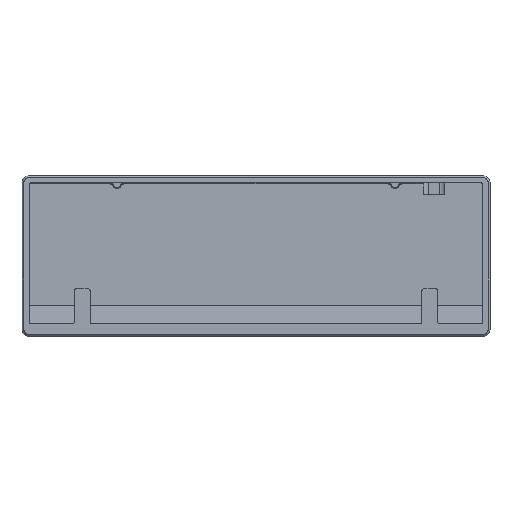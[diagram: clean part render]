
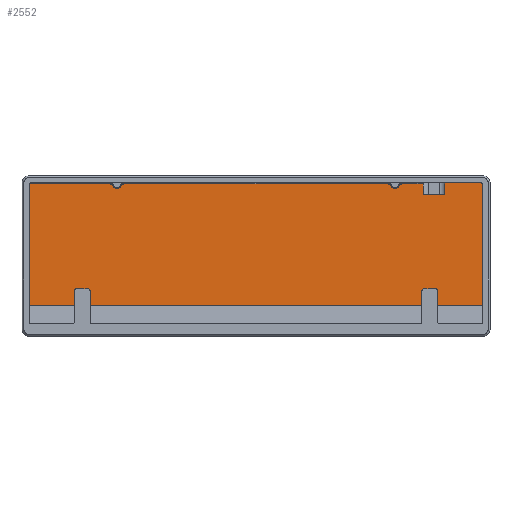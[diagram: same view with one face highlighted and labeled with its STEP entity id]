
A CAD part, top view. The second image highlights one B-rep face of the part: STEP entity #2552.
In plain terms, the highlighted planar face has unit normal (0, 0, 1).
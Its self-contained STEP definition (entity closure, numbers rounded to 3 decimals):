
#94=PLANE('',#2776);
#193=FACE_OUTER_BOUND('',#345,.T.);
#345=EDGE_LOOP('',(#1924,#1925,#1926,#1927,#1928,#1929,#1930,#1931,#1932,
#1933,#1934,#1935,#1936,#1937,#1938,#1939));
#459=LINE('',#3814,#679);
#470=LINE('',#3855,#690);
#476=LINE('',#3877,#696);
#478=LINE('',#3901,#698);
#480=LINE('',#3922,#700);
#481=LINE('',#3925,#701);
#498=LINE('',#4168,#718);
#510=LINE('',#4195,#730);
#529=LINE('',#4248,#749);
#534=LINE('',#4289,#754);
#679=VECTOR('',#2977,10.);
#690=VECTOR('',#3004,10.);
#696=VECTOR('',#3028,10.);
#698=VECTOR('',#3058,10.);
#700=VECTOR('',#3086,10.);
#701=VECTOR('',#3089,10.);
#718=VECTOR('',#3158,10.);
#730=VECTOR('',#3180,10.);
#749=VECTOR('',#3227,10.);
#754=VECTOR('',#3282,10.);
#911=CIRCLE('',#2682,2.05);
#914=CIRCLE('',#2686,2.6);
#917=CIRCLE('',#2690,2.05);
#921=CIRCLE('',#2696,2.05);
#924=CIRCLE('',#2700,2.6);
#927=CIRCLE('',#2704,2.05);
#1044=VERTEX_POINT('',#3804);
#1048=VERTEX_POINT('',#3812);
#1059=VERTEX_POINT('',#3843);
#1060=VERTEX_POINT('',#3854);
#1064=VERTEX_POINT('',#3870);
#1067=VERTEX_POINT('',#3875);
#1068=VERTEX_POINT('',#3879);
#1070=VERTEX_POINT('',#3885);
#1072=VERTEX_POINT('',#3891);
#1074=VERTEX_POINT('',#3897);
#1076=VERTEX_POINT('',#3903);
#1078=VERTEX_POINT('',#3909);
#1080=VERTEX_POINT('',#3915);
#1082=VERTEX_POINT('',#3924);
#1111=VERTEX_POINT('',#4165);
#1112=VERTEX_POINT('',#4167);
#1298=EDGE_CURVE('',#1044,#1048,#459,.T.);
#1313=EDGE_CURVE('',#1060,#1059,#470,.T.);
#1325=EDGE_CURVE('',#1067,#1064,#476,.T.);
#1328=EDGE_CURVE('',#1064,#1068,#911,.T.);
#1331=EDGE_CURVE('',#1068,#1070,#914,.T.);
#1334=EDGE_CURVE('',#1070,#1072,#917,.T.);
#1337=EDGE_CURVE('',#1072,#1074,#478,.T.);
#1340=EDGE_CURVE('',#1074,#1076,#921,.T.);
#1343=EDGE_CURVE('',#1076,#1078,#924,.T.);
#1346=EDGE_CURVE('',#1078,#1080,#927,.T.);
#1348=EDGE_CURVE('',#1080,#1059,#480,.T.);
#1349=EDGE_CURVE('',#1044,#1082,#481,.F.);
#1390=EDGE_CURVE('',#1112,#1111,#498,.F.);
#1404=EDGE_CURVE('',#1067,#1112,#510,.T.);
#1432=EDGE_CURVE('',#1111,#1082,#529,.T.);
#1451=EDGE_CURVE('',#1048,#1060,#534,.T.);
#1924=ORIENTED_EDGE('',*,*,#1298,.T.);
#1925=ORIENTED_EDGE('',*,*,#1451,.T.);
#1926=ORIENTED_EDGE('',*,*,#1313,.T.);
#1927=ORIENTED_EDGE('',*,*,#1348,.F.);
#1928=ORIENTED_EDGE('',*,*,#1346,.F.);
#1929=ORIENTED_EDGE('',*,*,#1343,.F.);
#1930=ORIENTED_EDGE('',*,*,#1340,.F.);
#1931=ORIENTED_EDGE('',*,*,#1337,.F.);
#1932=ORIENTED_EDGE('',*,*,#1334,.F.);
#1933=ORIENTED_EDGE('',*,*,#1331,.F.);
#1934=ORIENTED_EDGE('',*,*,#1328,.F.);
#1935=ORIENTED_EDGE('',*,*,#1325,.F.);
#1936=ORIENTED_EDGE('',*,*,#1404,.T.);
#1937=ORIENTED_EDGE('',*,*,#1390,.T.);
#1938=ORIENTED_EDGE('',*,*,#1432,.T.);
#1939=ORIENTED_EDGE('',*,*,#1349,.F.);
#2552=ADVANCED_FACE('',(#193),#94,.F.);
#2682=AXIS2_PLACEMENT_3D('',#3883,#3035,#3036);
#2686=AXIS2_PLACEMENT_3D('',#3889,#3043,#3044);
#2690=AXIS2_PLACEMENT_3D('',#3895,#3051,#3052);
#2696=AXIS2_PLACEMENT_3D('',#3907,#3065,#3066);
#2700=AXIS2_PLACEMENT_3D('',#3913,#3073,#3074);
#2704=AXIS2_PLACEMENT_3D('',#3919,#3081,#3082);
#2776=AXIS2_PLACEMENT_3D('',#4288,#3280,#3281);
#2977=DIRECTION('',(0.,-1.,0.));
#3004=DIRECTION('',(0.,1.,0.));
#3028=DIRECTION('',(1.,0.,0.));
#3035=DIRECTION('center_axis',(0.,0.,-1.));
#3036=DIRECTION('ref_axis',(0.518,0.855,0.));
#3043=DIRECTION('center_axis',(0.,0.,1.));
#3044=DIRECTION('ref_axis',(0.,-1.,0.));
#3051=DIRECTION('center_axis',(0.,0.,-1.));
#3052=DIRECTION('ref_axis',(-0.518,0.855,0.));
#3058=DIRECTION('',(1.,0.,0.));
#3065=DIRECTION('center_axis',(0.,0.,-1.));
#3066=DIRECTION('ref_axis',(0.518,0.855,0.));
#3073=DIRECTION('center_axis',(0.,0.,1.));
#3074=DIRECTION('ref_axis',(0.,-1.,0.));
#3081=DIRECTION('center_axis',(0.,0.,-1.));
#3082=DIRECTION('ref_axis',(-0.518,0.855,0.));
#3086=DIRECTION('',(1.,0.,0.));
#3089=DIRECTION('',(-1.,0.,0.));
#3158=DIRECTION('',(-1.,0.,0.));
#3180=DIRECTION('',(0.,-1.,0.));
#3227=DIRECTION('',(0.,1.,0.));
#3280=DIRECTION('center_axis',(0.,0.,-1.));
#3281=DIRECTION('ref_axis',(-1.,0.,0.));
#3282=DIRECTION('',(-1.,0.,0.));
#3804=CARTESIAN_POINT('',(227.419,0.475,-3.824));
#3812=CARTESIAN_POINT('',(227.419,-6.025,-3.824));
#3814=CARTESIAN_POINT('',(227.419,1.475,-3.824));
#3843=CARTESIAN_POINT('',(215.495,-0.025,-3.824));
#3854=CARTESIAN_POINT('',(215.495,-6.025,-3.824));
#3855=CARTESIAN_POINT('',(215.495,1.475,-3.824));
#3870=CARTESIAN_POINT('',(43.503,-0.025,-3.824));
#3875=CARTESIAN_POINT('',(-0.475,-0.025,-3.824));
#3877=CARTESIAN_POINT('',(122.175,-0.025,-3.824));
#3879=CARTESIAN_POINT('',(45.32,-1.127,-3.824));
#3883=CARTESIAN_POINT('Origin',(43.503,-2.075,-3.824));
#3885=CARTESIAN_POINT('',(49.931,-1.127,-3.824));
#3889=CARTESIAN_POINT('Origin',(47.626,0.075,-3.824));
#3891=CARTESIAN_POINT('',(51.749,-0.025,-3.824));
#3895=CARTESIAN_POINT('Origin',(51.749,-2.075,-3.824));
#3897=CARTESIAN_POINT('',(195.902,-0.025,-3.824));
#3901=CARTESIAN_POINT('',(122.175,-0.025,-3.824));
#3903=CARTESIAN_POINT('',(197.72,-1.127,-3.824));
#3907=CARTESIAN_POINT('Origin',(195.903,-2.075,-3.824));
#3909=CARTESIAN_POINT('',(202.331,-1.127,-3.824));
#3913=CARTESIAN_POINT('Origin',(200.026,0.075,-3.824));
#3915=CARTESIAN_POINT('',(204.149,-0.025,-3.824));
#3919=CARTESIAN_POINT('Origin',(204.149,-2.075,-3.824));
#3922=CARTESIAN_POINT('',(122.175,-0.025,-3.824));
#3924=CARTESIAN_POINT('',(248.125,0.475,-3.824));
#3925=CARTESIAN_POINT('',(184.325,0.475,-3.824));
#4165=CARTESIAN_POINT('',(248.125,-66.546,-3.824));
#4167=CARTESIAN_POINT('',(-0.475,-66.546,-3.824));
#4168=CARTESIAN_POINT('',(61.675,-66.546,-3.824));
#4195=CARTESIAN_POINT('',(-0.475,-16.763,-3.824));
#4248=CARTESIAN_POINT('',(248.125,-20.463,-3.824));
#4288=CARTESIAN_POINT('Origin',(123.825,-28.036,-3.824));
#4289=CARTESIAN_POINT('',(110.491,-6.025,-3.824));
